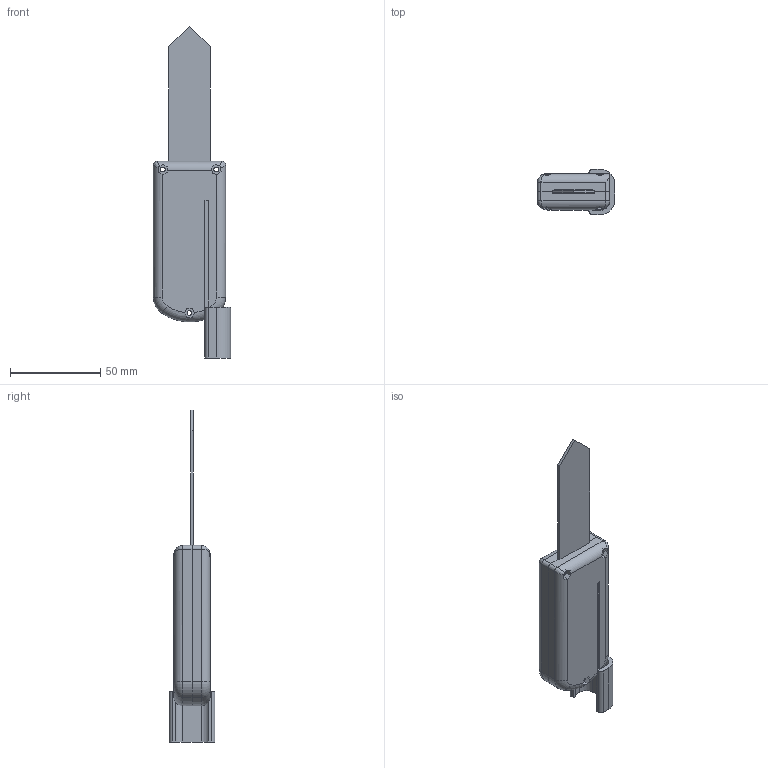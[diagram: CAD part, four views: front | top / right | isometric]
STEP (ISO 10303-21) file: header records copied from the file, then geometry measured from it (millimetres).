
FILE_DESCRIPTION (( 'STEP AP214' ), '1' );
FILE_NAME ('Assem3.STEP', '2023-02-18T18:47:27', ( '' ), ( '' ), 'SwSTEP 2.0', 'SolidWorks 2018', '' );
FILE_SCHEMA (( 'AUTOMOTIVE_DESIGN' ));
Length unit declared in the file: millimetre
Products named in the file (3): Holder_1.2; HolderCap_1.0; Assem3
Assembly tree (2 placements, depth 2):
  Assem3
    Holder_1.2
    HolderCap_1.0
Bounding box: 42.8 x 25.2 x 183.88 mm (x, y, z)
Volume: 33712.6 mm3; surface area: 33635.9 mm2
Topology: 4 solids, 4 shells, 218 faces, 592 edges, 382 vertices
Faces by surface type: plane 134, cylinder 57, torus 12, bspline 11, cone 4
Entity records: 9469 total; most frequent: CARTESIAN_POINT 3027, ORIENTED_EDGE 1182, DIRECTION 1092, EDGE_CURVE 591, VECTOR 388, LINE 388, VERTEX_POINT 382, AXIS2_PLACEMENT_3D 352
